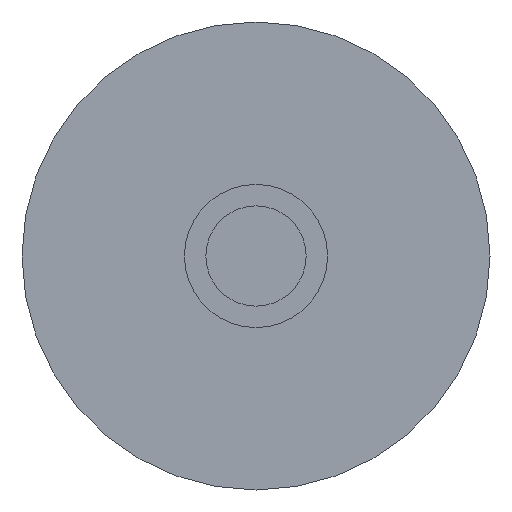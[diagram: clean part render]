
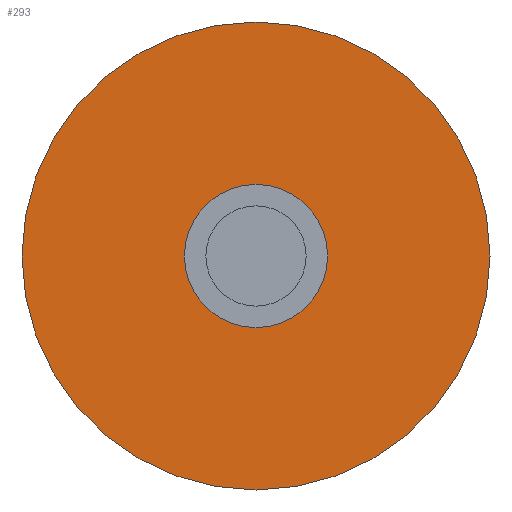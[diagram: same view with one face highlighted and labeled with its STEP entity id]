
A CAD part, front view. The second image highlights one B-rep face of the part: STEP entity #293.
In plain terms, the highlighted planar face has unit normal (0, -1, 0).
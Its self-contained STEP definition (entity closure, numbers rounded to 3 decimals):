
#272 = ORIENTED_EDGE ( 'NONE', *, *, #303, .F. ) ;
#293 = ADVANCED_FACE ( 'NONE', ( #1312, #1311 ), #1373, .F. ) ;
#294 = ORIENTED_EDGE ( 'NONE', *, *, #513, .F. ) ;
#295 = EDGE_LOOP ( 'NONE', ( #307, #574 ) ) ;
#296 = EDGE_LOOP ( 'NONE', ( #272, #294 ) ) ;
#303 = EDGE_CURVE ( 'NONE', #515, #516, #1363, .T. ) ;
#307 = ORIENTED_EDGE ( 'NONE', *, *, #548, .T. ) ;
#474 = VERTEX_POINT ( 'NONE', #1686 ) ;
#513 = EDGE_CURVE ( 'NONE', #516, #515, #1745, .T. ) ;
#515 = VERTEX_POINT ( 'NONE', #1736 ) ;
#516 = VERTEX_POINT ( 'NONE', #1735 ) ;
#530 = VERTEX_POINT ( 'NONE', #1765 ) ;
#548 = EDGE_CURVE ( 'NONE', #474, #530, #1805, .T. ) ;
#574 = ORIENTED_EDGE ( 'NONE', *, *, #575, .T. ) ;
#575 = EDGE_CURVE ( 'NONE', #530, #474, #1794, .T. ) ;
#1311 = FACE_OUTER_BOUND ( 'NONE', #295, .T. ) ;
#1312 = FACE_BOUND ( 'NONE', #296, .T. ) ;
#1359 = DIRECTION ( 'NONE',  ( 0., 0., -1. ) ) ;
#1360 = DIRECTION ( 'NONE',  ( 0., -1., 0. ) ) ;
#1361 = CARTESIAN_POINT ( 'NONE',  ( 0., 0., 0. ) ) ;
#1362 = AXIS2_PLACEMENT_3D ( 'NONE', #1361, #1360, #1359 ) ;
#1363 = CIRCLE ( 'NONE', #1362, 15. ) ;
#1369 = DIRECTION ( 'NONE',  ( 0., 0., 1. ) ) ;
#1370 = DIRECTION ( 'NONE',  ( 0., 1., 0. ) ) ;
#1371 = CARTESIAN_POINT ( 'NONE',  ( -15., 0., 0. ) ) ;
#1372 = AXIS2_PLACEMENT_3D ( 'NONE', #1371, #1370, #1369 ) ;
#1373 = PLANE ( 'NONE',  #1372 ) ;
#1686 = CARTESIAN_POINT ( 'NONE',  ( 0., 0., -49. ) ) ;
#1735 = CARTESIAN_POINT ( 'NONE',  ( 0., 0., 15. ) ) ;
#1736 = CARTESIAN_POINT ( 'NONE',  ( 0., 0., -15. ) ) ;
#1737 = DIRECTION ( 'NONE',  ( 0., 0., -1. ) ) ;
#1738 = DIRECTION ( 'NONE',  ( 0., -1., 0. ) ) ;
#1739 = CARTESIAN_POINT ( 'NONE',  ( 0., 0., 0. ) ) ;
#1740 = AXIS2_PLACEMENT_3D ( 'NONE', #1739, #1738, #1737 ) ;
#1745 = CIRCLE ( 'NONE', #1740, 15. ) ;
#1765 = CARTESIAN_POINT ( 'NONE',  ( 0., 0., 49. ) ) ;
#1784 = DIRECTION ( 'NONE',  ( 0., 0., -1. ) ) ;
#1785 = DIRECTION ( 'NONE',  ( 0., -1., 0. ) ) ;
#1786 = CARTESIAN_POINT ( 'NONE',  ( 0., 0., 0. ) ) ;
#1787 = AXIS2_PLACEMENT_3D ( 'NONE', #1786, #1785, #1784 ) ;
#1794 = CIRCLE ( 'NONE', #1787, 49. ) ;
#1797 = DIRECTION ( 'NONE',  ( 0., 0., -1. ) ) ;
#1798 = DIRECTION ( 'NONE',  ( 0., -1., 0. ) ) ;
#1799 = CARTESIAN_POINT ( 'NONE',  ( 0., 0., 0. ) ) ;
#1800 = AXIS2_PLACEMENT_3D ( 'NONE', #1799, #1798, #1797 ) ;
#1805 = CIRCLE ( 'NONE', #1800, 49. ) ;
